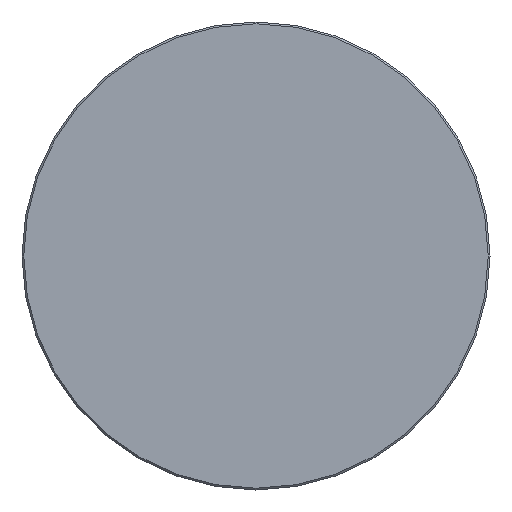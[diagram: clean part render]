
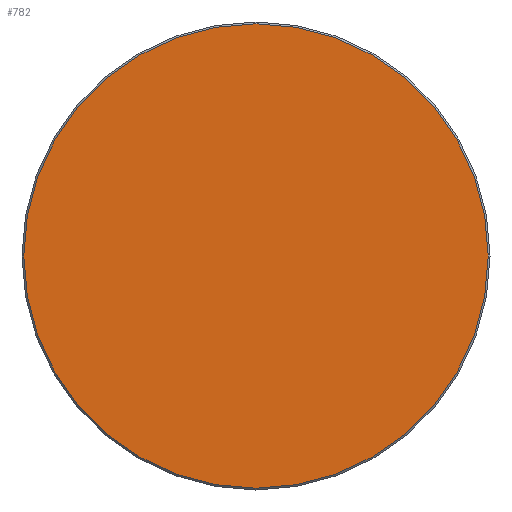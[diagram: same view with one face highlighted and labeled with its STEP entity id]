
A CAD part, left-side view. The second image highlights one B-rep face of the part: STEP entity #782.
In plain terms, the highlighted planar face has unit normal (-1, 0, 0).
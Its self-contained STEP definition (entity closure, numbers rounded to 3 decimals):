
#69 = FACE_OUTER_BOUND ( 'NONE', #257, .T. ) ;
#117 = PLANE ( 'NONE',  #283 ) ;
#123 = DIRECTION ( 'NONE',  ( 0., 0., 1. ) ) ;
#164 = CIRCLE ( 'NONE', #342, 38.7 ) ;
#185 = CARTESIAN_POINT ( 'NONE',  ( 0., 0., -38.7 ) ) ;
#199 = VERTEX_POINT ( 'NONE', #314 ) ;
#257 = EDGE_LOOP ( 'NONE', ( #544, #585 ) ) ;
#270 = DIRECTION ( 'NONE',  ( 0., 0., 1. ) ) ;
#283 = AXIS2_PLACEMENT_3D ( 'NONE', #937, #1151, #434 ) ;
#314 = CARTESIAN_POINT ( 'NONE',  ( 0., 0., 38.7 ) ) ;
#342 = AXIS2_PLACEMENT_3D ( 'NONE', #365, #562, #270 ) ;
#365 = CARTESIAN_POINT ( 'NONE',  ( 0., 0., 0. ) ) ;
#409 = AXIS2_PLACEMENT_3D ( 'NONE', #741, #953, #123 ) ;
#434 = DIRECTION ( 'NONE',  ( 0., 0., -1. ) ) ;
#499 = VERTEX_POINT ( 'NONE', #185 ) ;
#544 = ORIENTED_EDGE ( 'NONE', *, *, #780, .T. ) ;
#562 = DIRECTION ( 'NONE',  ( -1., 0., 0. ) ) ;
#585 = ORIENTED_EDGE ( 'NONE', *, *, #828, .T. ) ;
#741 = CARTESIAN_POINT ( 'NONE',  ( 0., 0., 0. ) ) ;
#780 = EDGE_CURVE ( 'NONE', #499, #199, #868, .T. ) ;
#782 = ADVANCED_FACE ( 'NONE', ( #69 ), #117, .F. ) ;
#828 = EDGE_CURVE ( 'NONE', #199, #499, #164, .T. ) ;
#868 = CIRCLE ( 'NONE', #409, 38.7 ) ;
#937 = CARTESIAN_POINT ( 'NONE',  ( 0., 0., 0. ) ) ;
#953 = DIRECTION ( 'NONE',  ( -1., 0., 0. ) ) ;
#1151 = DIRECTION ( 'NONE',  ( 1., 0., 0. ) ) ;
